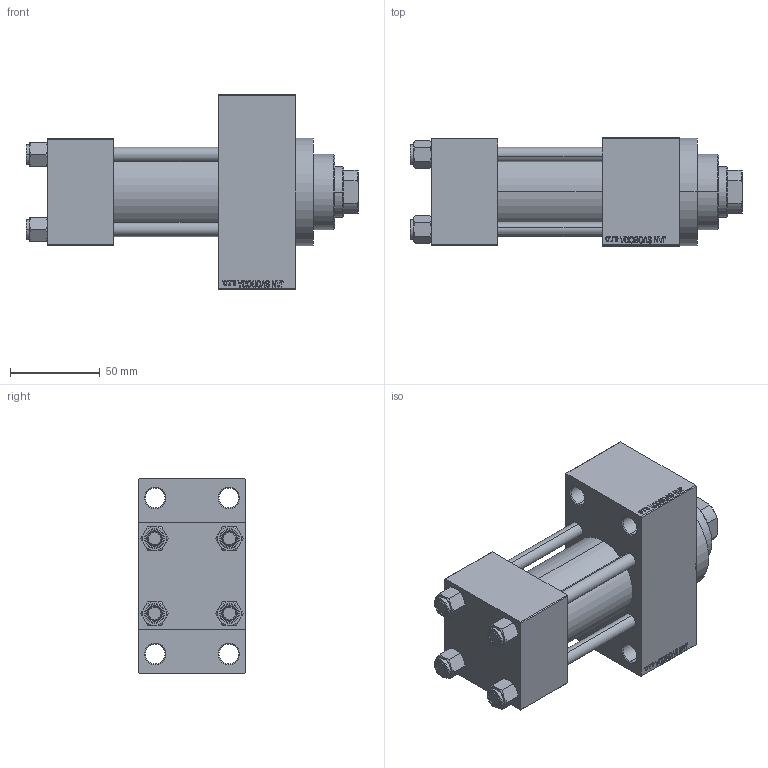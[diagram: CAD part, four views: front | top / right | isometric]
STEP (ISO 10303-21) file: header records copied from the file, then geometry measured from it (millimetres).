
FILE_DESCRIPTION (( 'STEP AP203' ), '1' );
FILE_NAME ('613f.STEP', '2023-08-22T21:01:10', ( '' ), ( '' ), 'SwSTEP 2.0', 'SolidWorks 2019', '' );
FILE_SCHEMA (( 'CONFIG_CONTROL_DESIGN' ));
Length unit declared in the file: millimetre
Products named in the file (6): V215CR_D_TYCINKA 529616ceaffb72c1d65a846d050bbe13; V215_VC_A 529616ceaffb72c1d65a846d050bbe13; NUT_M5_D 529616ceaffb72c1d65a846d050bbe13; V215CR_D_Body 529616ceaffb72c1d65a846d050bbe13; V215CR_VCP_D 529616ceaffb72c1d65a846d050bbe13; 613f
Assembly tree (11 placements, depth 2):
  613f
    V215CR_D_Body 529616ceaffb72c1d65a846d050bbe13
    V215CR_VCP_D 529616ceaffb72c1d65a846d050bbe13
    NUT_M5_D 529616ceaffb72c1d65a846d050bbe13  x4
    V215CR_D_TYCINKA 529616ceaffb72c1d65a846d050bbe13  x4
    V215_VC_A 529616ceaffb72c1d65a846d050bbe13
Bounding box: 185 x 60 x 109 mm (x, y, z)
Volume: 534120.4 mm3; surface area: 127826.6 mm2
Topology: 11 solids, 11 shells, 1105 faces, 2756 edges, 1783 vertices
Faces by surface type: plane 498, bspline 368, cone 142, cylinder 89, torus 8
Entity records: 47271 total; most frequent: CARTESIAN_POINT 25078, ORIENTED_EDGE 5004, DIRECTION 3206, EDGE_CURVE 2502, VERTEX_POINT 1639, LINE 1506, VECTOR 1506, EDGE_LOOP 1115
